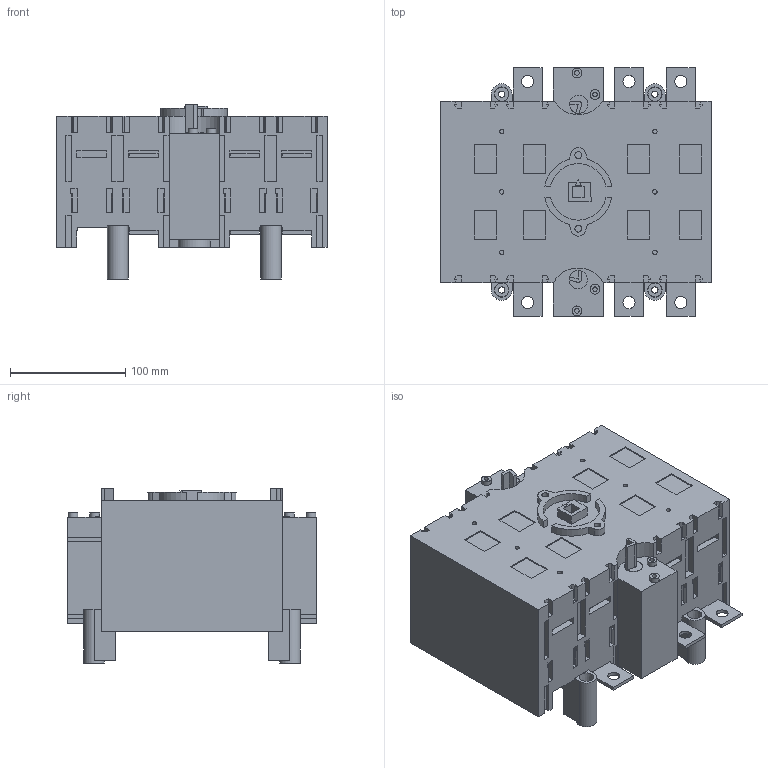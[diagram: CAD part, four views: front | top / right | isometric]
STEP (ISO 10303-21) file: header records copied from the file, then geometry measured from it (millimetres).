
FILE_DESCRIPTION((''),'2;1');
FILE_NAME('Pieza13.stp','2011-02-10T12:47:52',('idi'),(''),'Autodesk Inventor 2010','Autodesk Inventor 2010','');
FILE_SCHEMA(('AUTOMOTIVE_DESIGN { 1 0 10303 214 1 1 1 1 }'));
Length unit declared in the file: millimetre
Products named in the file (1): Pieza13
Bounding box: 235 x 216 x 151.35 mm (x, y, z)
Volume: 3865494.9 mm3; surface area: 300800.8 mm2
Topology: 1 solids, 1 shells, 898 faces, 2420 edges, 1599 vertices
Faces by surface type: plane 837, cylinder 57, cone 4
Full cylindrical faces by diameter (mm): 3 x4, 3.89 x6, 4 x4, 5.5 x4, 6 x2, 8.5 x4, 10.5 x9, 16 x2, 18 x4, 22 x2
Entity records: 27703 total; most frequent: CARTESIAN_POINT 4851, ORIENTED_EDGE 4728, DIRECTION 4294, EDGE_CURVE 2364, VECTOR 2232, LINE 2232, VERTEX_POINT 1588, EDGE_LOOP 1044
